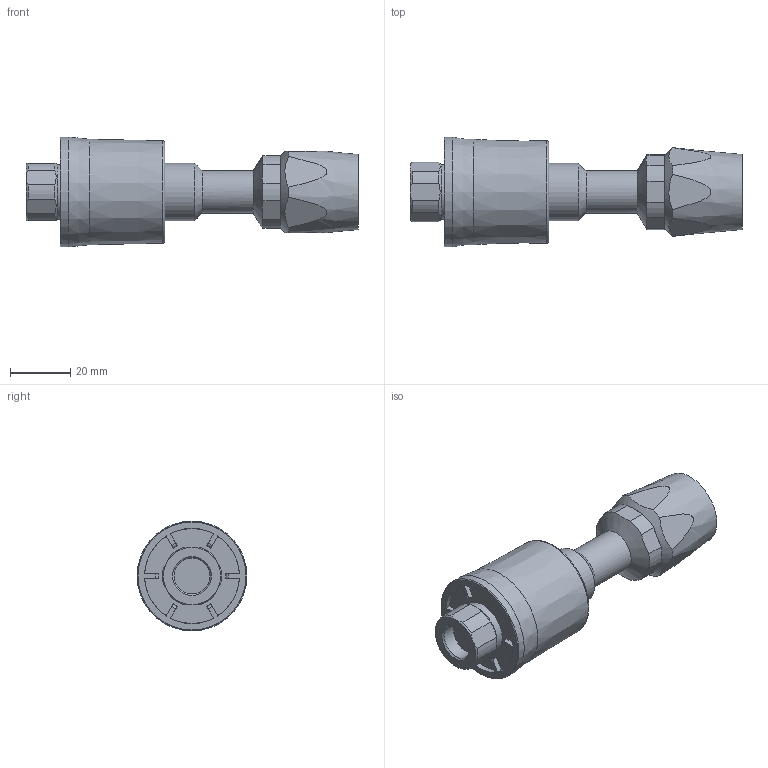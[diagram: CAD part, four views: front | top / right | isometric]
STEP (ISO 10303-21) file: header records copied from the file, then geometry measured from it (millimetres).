
FILE_DESCRIPTION(/* description */ ('Unknown'),/* implementation_level */ '2;1');
FILE_NAME(/* name */ '200075515_Schaumdüse_ST-75_13_06_2023',/* time_stamp */ '2023-06-13T12:53:59+02:00',/* author */ ('Unknown'),/* organization */ ('Unknown'),/* preprocessor_version */ 'ST-DEVELOPER v18.102',/* originating_system */ 'Solid Edge',/* authorisation */ 'Unknown');
FILE_SCHEMA (('AUTOMOTIVE_DESIGN {1 0 10303 214 3 1 1}'));
Length unit declared in the file: millimetre
Products named in the file (1): 200075515_Schaumdüse_ST-75_13_06_2023
Bounding box: 110.3 x 36.5 x 36.5 mm (x, y, z)
Volume: 56604.4 mm3; surface area: 13048.5 mm2
Topology: 1 solids, 1 shells, 130 faces, 343 edges, 221 vertices
Faces by surface type: plane 64, cone 39, cylinder 23, sphere 2, torus 2
Full cylindrical faces by diameter (mm): 11.82 x1, 12.65 x1, 14 x1, 18 x1, 19 x1
Entity records: 5016 total; most frequent: CARTESIAN_POINT 1018, ORIENTED_EDGE 634, DIRECTION 634, EDGE_CURVE 317, AXIS2_PLACEMENT_3D 260, VERTEX_POINT 214, FACE_BOUND 155, EDGE_LOOP 154
